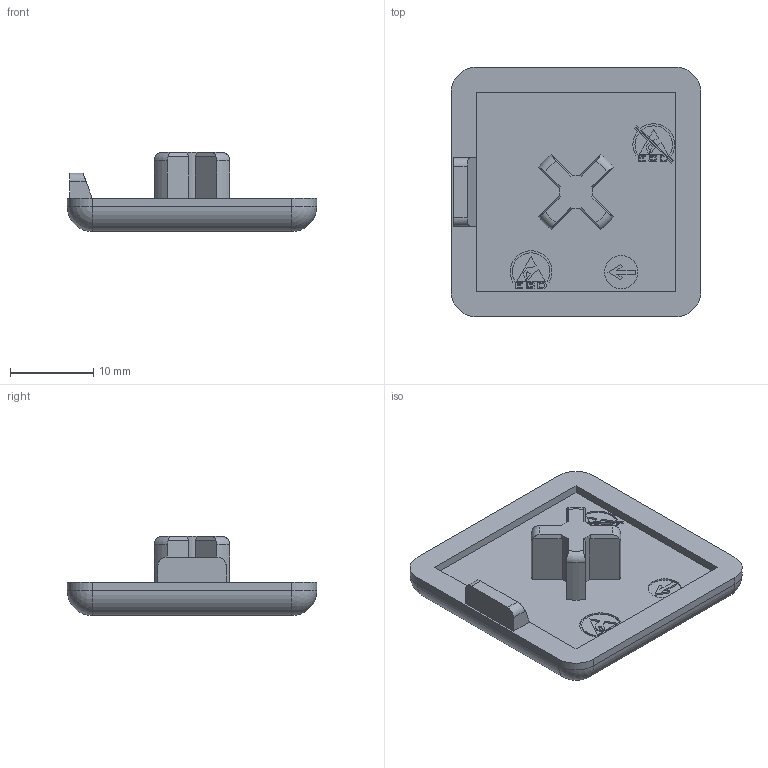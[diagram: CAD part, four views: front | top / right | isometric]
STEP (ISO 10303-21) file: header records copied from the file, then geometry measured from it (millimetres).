
FILE_DESCRIPTION (( 'STEP AP214' ), '1' );
FILE_NAME ('091252.STEP', '2014-07-01T07:01:06', ( '' ), ( '' ), 'SwSTEP 2.0', 'SolidWorks 2014', '' );
FILE_SCHEMA (( 'AUTOMOTIVE_DESIGN' ));
Length unit declared in the file: millimetre
Products named in the file (1): 091252
Bounding box: 30 x 30 x 9.5 mm (x, y, z)
Volume: 3103.5 mm3; surface area: 2527.7 mm2
Topology: 1 solids, 1 shells, 287 faces, 797 edges, 524 vertices
Faces by surface type: plane 242, cylinder 33, sphere 4, torus 4, bspline 4
Entity records: 9109 total; most frequent: CARTESIAN_POINT 1767, ORIENTED_EDGE 1586, DIRECTION 1395, EDGE_CURVE 793, LINE 691, VECTOR 691, VERTEX_POINT 524, AXIS2_PLACEMENT_3D 352
